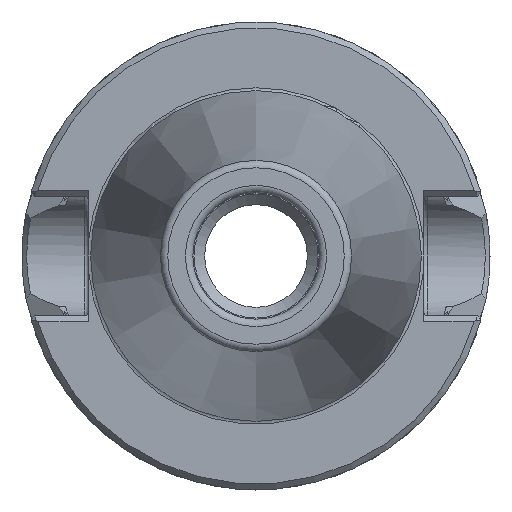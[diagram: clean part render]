
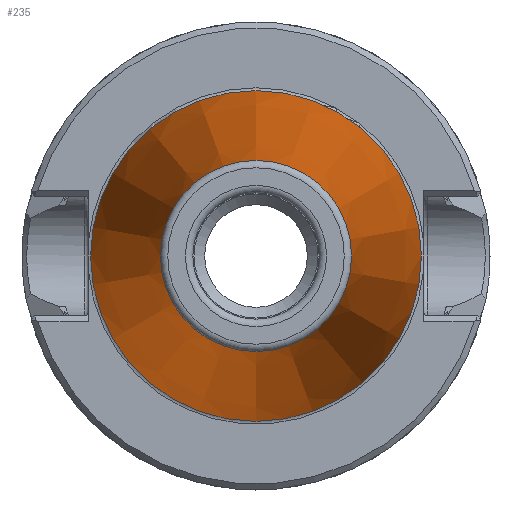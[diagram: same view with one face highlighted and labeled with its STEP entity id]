
A CAD part, left-side view. The second image highlights one B-rep face of the part: STEP entity #235.
In plain terms, the highlighted conical face has half-angle 8.297 degrees and reference radius 12.871 mm.
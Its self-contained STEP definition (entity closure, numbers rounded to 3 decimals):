
#235 = ADVANCED_FACE( '', ( #535, #536 ), #537, .T. );
#535 = FACE_OUTER_BOUND( '', #905, .T. );
#536 = FACE_BOUND( '', #906, .T. );
#537 = CONICAL_SURFACE( '', #907, 12.871, 0.145 );
#905 = EDGE_LOOP( '', ( #1492 ) );
#906 = EDGE_LOOP( '', ( #1493 ) );
#907 = AXIS2_PLACEMENT_3D( '', #1494, #1495, #1496 );
#1492 = ORIENTED_EDGE( '', *, *, #2065, .T. );
#1493 = ORIENTED_EDGE( '', *, *, #2155, .F. );
#1494 = CARTESIAN_POINT( '', ( -64.544, 0., 0. ) );
#1495 = DIRECTION( '', ( 1., 0., 0. ) );
#1496 = DIRECTION( '', ( 0., 0., -1. ) );
#2065 = EDGE_CURVE( '', #2471, #2471, #2472, .T. );
#2155 = EDGE_CURVE( '', #2609, #2609, #2610, .T. );
#2471 = VERTEX_POINT( '', #3301 );
#2472 = CIRCLE( '', #3302, 22.268 );
#2609 = VERTEX_POINT( '', #3546 );
#2610 = CIRCLE( '', #3547, 12.871 );
#3301 = CARTESIAN_POINT( '', ( -0.106, 0., 22.268 ) );
#3302 = AXIS2_PLACEMENT_3D( '', #3963, #3964, #3965 );
#3546 = CARTESIAN_POINT( '', ( -64.544, 0., 12.871 ) );
#3547 = AXIS2_PLACEMENT_3D( '', #4077, #4078, #4079 );
#3963 = CARTESIAN_POINT( '', ( -0.106, 0., 0. ) );
#3964 = DIRECTION( '', ( -1., 0., 0. ) );
#3965 = DIRECTION( '', ( 0., 0., 1. ) );
#4077 = CARTESIAN_POINT( '', ( -64.544, 0., 0. ) );
#4078 = DIRECTION( '', ( -1., 0., 0. ) );
#4079 = DIRECTION( '', ( 0., 0., 1. ) );
